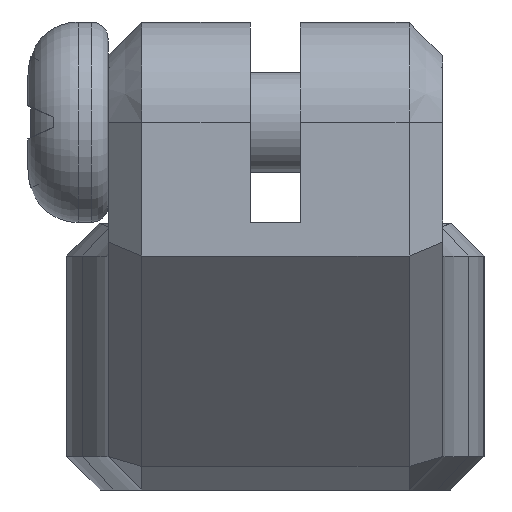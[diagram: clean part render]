
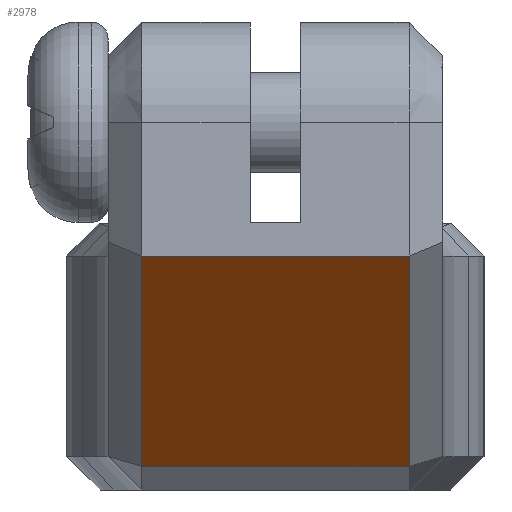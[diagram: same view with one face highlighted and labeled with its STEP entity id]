
A CAD part, left-side view. The second image highlights one B-rep face of the part: STEP entity #2978.
In plain terms, the highlighted face is planar.
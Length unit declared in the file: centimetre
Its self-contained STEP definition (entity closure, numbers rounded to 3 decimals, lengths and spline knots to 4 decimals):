
#869=VERTEX_POINT('',#5025);
#877=VERTEX_POINT('',#5049);
#885=VERTEX_POINT('',#5086);
#903=VERTEX_POINT('',#5145);
#1089=VECTOR('',#3633,1.);
#1108=VECTOR('',#3690,1.);
#1123=VECTOR('',#3717,1.);
#1142=VECTOR('',#3768,1.);
#1311=LINE('',#5055,#1089);
#1330=LINE('',#5121,#1108);
#1345=LINE('',#5154,#1123);
#1364=LINE('',#5205,#1142);
#1619=EDGE_CURVE('',#877,#869,#1311,.T.);
#1649=EDGE_CURVE('',#869,#885,#1330,.T.);
#1666=EDGE_CURVE('',#885,#903,#1345,.T.);
#1693=EDGE_CURVE('',#877,#903,#1364,.T.);
#2276=ORIENTED_EDGE('',*,*,#1666,.F.);
#2277=ORIENTED_EDGE('',*,*,#1649,.F.);
#2278=ORIENTED_EDGE('',*,*,#1619,.F.);
#2279=ORIENTED_EDGE('',*,*,#1693,.T.);
#2616=EDGE_LOOP('',(#2276,#2277,#2278,#2279));
#2803=FACE_BOUND('',#2616,.T.);
#2978=ADVANCED_FACE('',(#2803),#6285,.T.);
#3214=AXIS2_PLACEMENT_3D('',#5204,#3767,$);
#3633=DIRECTION('',(-0.707,0.,-0.707));
#3690=DIRECTION('',(0.,-1.,0.));
#3717=DIRECTION('',(0.707,0.,0.707));
#3767=DIRECTION('',(0.707,0.,-0.707));
#3768=DIRECTION('',(0.,-1.,0.));
#5025=CARTESIAN_POINT('',(1.7707,0.4,0.0707));
#5049=CARTESIAN_POINT('',(2.4,0.4,0.7));
#5055=CARTESIAN_POINT('',(1.7969,0.4,0.0969));
#5086=CARTESIAN_POINT('',(1.7707,-0.4,0.0707));
#5121=CARTESIAN_POINT('',(1.7707,0.,0.0707));
#5145=CARTESIAN_POINT('',(2.4,-0.4,0.7));
#5154=CARTESIAN_POINT('',(1.7969,-0.4,0.0969));
#5204=CARTESIAN_POINT('',(2.05,0.,0.35));
#5205=CARTESIAN_POINT('',(2.4,0.,0.7));
#6285=PLANE('',#3214);
